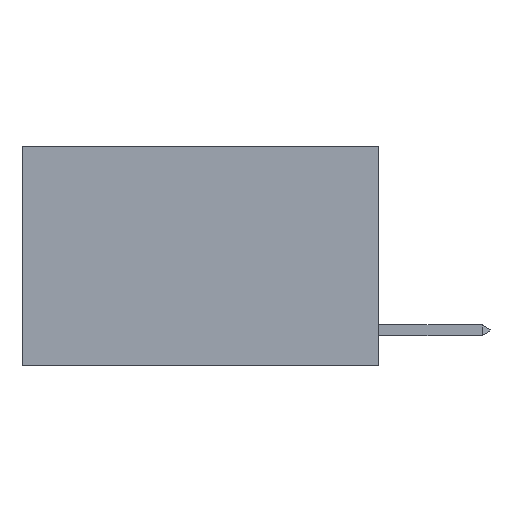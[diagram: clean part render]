
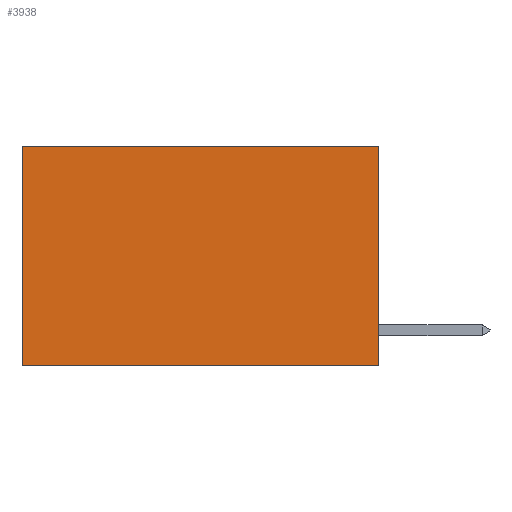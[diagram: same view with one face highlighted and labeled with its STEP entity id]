
A CAD part, left-side view. The second image highlights one B-rep face of the part: STEP entity #3938.
In plain terms, the highlighted planar face has unit normal (-1, 0, 0).
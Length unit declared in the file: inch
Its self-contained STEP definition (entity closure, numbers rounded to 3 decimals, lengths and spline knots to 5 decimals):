
#3581 = VERTEX_POINT ( 'NONE', #17658 ) ;
#3938 = ADVANCED_FACE ( 'NONE', ( #23003 ), #15000, .F. ) ;
#4533 = VECTOR ( 'NONE', #23589, 39.37008 ) ;
#5375 = ORIENTED_EDGE ( 'NONE', *, *, #11801, .F. ) ;
#5925 = ORIENTED_EDGE ( 'NONE', *, *, #13102, .T. ) ;
#6048 = CARTESIAN_POINT ( 'NONE',  ( 0.2625, 0., 0. ) ) ;
#7382 = VECTOR ( 'NONE', #9339, 39.37008 ) ;
#7629 = VERTEX_POINT ( 'NONE', #21241 ) ;
#7869 = DIRECTION ( 'NONE',  ( 0., 1., 0. ) ) ;
#9339 = DIRECTION ( 'NONE',  ( 0., 0., -1. ) ) ;
#9461 = AXIS2_PLACEMENT_3D ( 'NONE', #15062, #11259, #18444 ) ;
#9474 = VERTEX_POINT ( 'NONE', #23432 ) ;
#9845 = EDGE_CURVE ( 'NONE', #7629, #12997, #19121, .T. ) ;
#10610 = CARTESIAN_POINT ( 'NONE',  ( 0.2625, 0., -0.37 ) ) ;
#11259 = DIRECTION ( 'NONE',  ( 1., 0., 0. ) ) ;
#11801 = EDGE_CURVE ( 'NONE', #7629, #3581, #14988, .T. ) ;
#12911 = LINE ( 'NONE', #22328, #7382 ) ;
#12997 = VERTEX_POINT ( 'NONE', #14617 ) ;
#13102 = EDGE_CURVE ( 'NONE', #12997, #9474, #12911, .T. ) ;
#13268 = DIRECTION ( 'NONE',  ( 0., 0., -1. ) ) ;
#13945 = ORIENTED_EDGE ( 'NONE', *, *, #22072, .F. ) ;
#14529 = EDGE_LOOP ( 'NONE', ( #5925, #13945, #5375, #21680 ) ) ;
#14617 = CARTESIAN_POINT ( 'NONE',  ( 0.2625, 0.6, 0. ) ) ;
#14988 = LINE ( 'NONE', #22469, #23624 ) ;
#15000 = PLANE ( 'NONE',  #9461 ) ;
#15062 = CARTESIAN_POINT ( 'NONE',  ( 0.2625, 0., 0. ) ) ;
#17658 = CARTESIAN_POINT ( 'NONE',  ( 0.2625, 0., -0.37 ) ) ;
#18444 = DIRECTION ( 'NONE',  ( 0., 0., -1. ) ) ;
#18527 = VECTOR ( 'NONE', #7869, 39.37008 ) ;
#18730 = LINE ( 'NONE', #10610, #4533 ) ;
#19121 = LINE ( 'NONE', #6048, #18527 ) ;
#21241 = CARTESIAN_POINT ( 'NONE',  ( 0.2625, 0., 0. ) ) ;
#21680 = ORIENTED_EDGE ( 'NONE', *, *, #9845, .T. ) ;
#22072 = EDGE_CURVE ( 'NONE', #3581, #9474, #18730, .T. ) ;
#22328 = CARTESIAN_POINT ( 'NONE',  ( 0.2625, 0.6, 0. ) ) ;
#22469 = CARTESIAN_POINT ( 'NONE',  ( 0.2625, 0., 0. ) ) ;
#23003 = FACE_OUTER_BOUND ( 'NONE', #14529, .T. ) ;
#23432 = CARTESIAN_POINT ( 'NONE',  ( 0.2625, 0.6, -0.37 ) ) ;
#23589 = DIRECTION ( 'NONE',  ( 0., 1., 0. ) ) ;
#23624 = VECTOR ( 'NONE', #13268, 39.37008 ) ;
